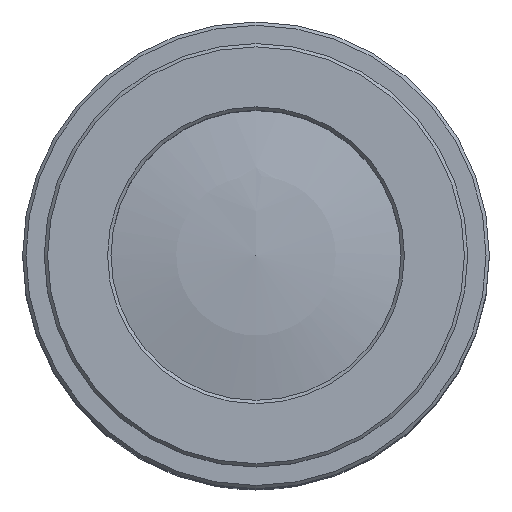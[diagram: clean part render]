
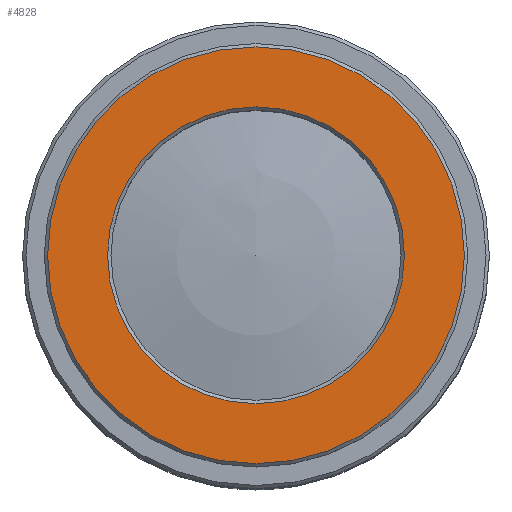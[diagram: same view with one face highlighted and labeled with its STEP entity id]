
A CAD part, top view. The second image highlights one B-rep face of the part: STEP entity #4828.
In plain terms, the highlighted planar face has unit normal (0, 0, 1).
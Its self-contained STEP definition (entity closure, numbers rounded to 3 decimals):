
#4191=FACE_BOUND('',#6214,.T.);
#4192=FACE_BOUND('',#6215,.T.);
#4828=ADVANCED_FACE('',(#4191,#4192),#5023,.F.);
#5023=PLANE('',#11950);
#6214=EDGE_LOOP('',(#8822));
#6215=EDGE_LOOP('',(#8823));
#8822=ORIENTED_EDGE('',*,*,#11095,.T.);
#8823=ORIENTED_EDGE('',*,*,#11096,.T.);
#9791=VERTEX_POINT('',#23788);
#9792=VERTEX_POINT('',#23790);
#11095=EDGE_CURVE('',#9791,#9791,#11356,.T.);
#11096=EDGE_CURVE('',#9792,#9792,#11357,.T.);
#11356=CIRCLE('',#11948,8.9);
#11357=CIRCLE('',#11949,12.5);
#11948=AXIS2_PLACEMENT_3D('',#23787,#13837,#13838);
#11949=AXIS2_PLACEMENT_3D('',#23789,#13839,#13840);
#11950=AXIS2_PLACEMENT_3D('',#23791,#13841,#13842);
#13837=DIRECTION('',(0.,0.,-1.));
#13838=DIRECTION('',(0.,1.,0.));
#13839=DIRECTION('',(0.,0.,1.));
#13840=DIRECTION('',(0.,1.,0.));
#13841=DIRECTION('',(0.,0.,-1.));
#13842=DIRECTION('',(0.,1.,0.));
#23787=CARTESIAN_POINT('',(0.,0.,133.174));
#23788=CARTESIAN_POINT('',(0.,8.9,133.174));
#23789=CARTESIAN_POINT('',(0.,0.,133.174));
#23790=CARTESIAN_POINT('',(0.,12.5,133.174));
#23791=CARTESIAN_POINT('',(0.,-8.7,133.174));
